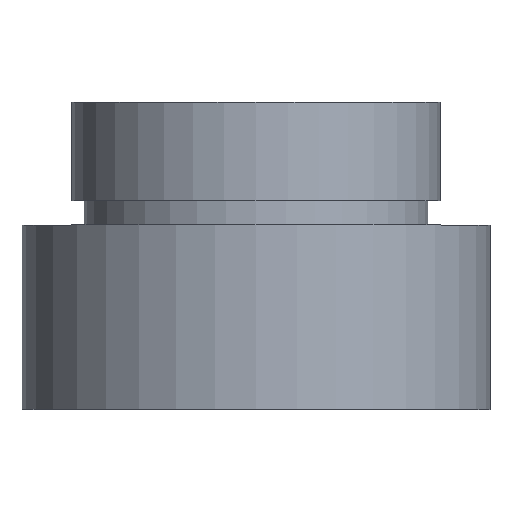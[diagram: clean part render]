
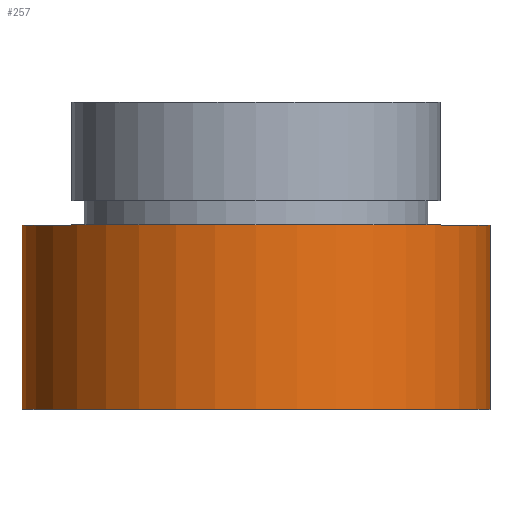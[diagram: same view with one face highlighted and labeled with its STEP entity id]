
A CAD part, top view. The second image highlights one B-rep face of the part: STEP entity #257.
In plain terms, the highlighted cylindrical face has radius 9.525 mm (diameter 19.05 mm), a partial arc.
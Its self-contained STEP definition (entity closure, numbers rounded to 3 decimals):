
#3 = VERTEX_POINT ( 'NONE', #199 ) ;
#15 = EDGE_CURVE ( 'NONE', #527, #353, #376, .T. ) ;
#65 = LINE ( 'NONE', #419, #212 ) ;
#69 = CARTESIAN_POINT ( 'NONE',  ( 0., 4.815, 0. ) ) ;
#93 = ORIENTED_EDGE ( 'NONE', *, *, #557, .T. ) ;
#94 = EDGE_CURVE ( 'NONE', #244, #353, #119, .T. ) ;
#119 = LINE ( 'NONE', #249, #347 ) ;
#121 = AXIS2_PLACEMENT_3D ( 'NONE', #344, #298, #474 ) ;
#161 = CIRCLE ( 'NONE', #287, 9.525 ) ;
#191 = DIRECTION ( 'NONE',  ( 0., -1., 0. ) ) ;
#199 = CARTESIAN_POINT ( 'NONE',  ( 9.525, 4.815, 0. ) ) ;
#200 = DIRECTION ( 'NONE',  ( 1., 0., 0. ) ) ;
#212 = VECTOR ( 'NONE', #506, 1000. ) ;
#220 = ORIENTED_EDGE ( 'NONE', *, *, #537, .F. ) ;
#244 = VERTEX_POINT ( 'NONE', #255 ) ;
#249 = CARTESIAN_POINT ( 'NONE',  ( -9.525, 1.065, 0. ) ) ;
#255 = CARTESIAN_POINT ( 'NONE',  ( -9.525, 4.815, 0. ) ) ;
#257 = ADVANCED_FACE ( 'NONE', ( #518 ), #516, .T. ) ;
#283 = DIRECTION ( 'NONE',  ( 0., -1., 0. ) ) ;
#285 = DIRECTION ( 'NONE',  ( 1., 0., 0. ) ) ;
#287 = AXIS2_PLACEMENT_3D ( 'NONE', #69, #283, #200 ) ;
#293 = CARTESIAN_POINT ( 'NONE',  ( 0., -2.685, 0. ) ) ;
#298 = DIRECTION ( 'NONE',  ( 0., -1., 0. ) ) ;
#344 = CARTESIAN_POINT ( 'NONE',  ( 0., 1.065, 0. ) ) ;
#347 = VECTOR ( 'NONE', #507, 1000. ) ;
#353 = VERTEX_POINT ( 'NONE', #447 ) ;
#376 = CIRCLE ( 'NONE', #479, 9.525 ) ;
#419 = CARTESIAN_POINT ( 'NONE',  ( 9.525, 1.065, 0. ) ) ;
#446 = EDGE_LOOP ( 'NONE', ( #93, #509, #551, #220 ) ) ;
#447 = CARTESIAN_POINT ( 'NONE',  ( -9.525, -2.685, 0. ) ) ;
#474 = DIRECTION ( 'NONE',  ( 1., 0., 0. ) ) ;
#479 = AXIS2_PLACEMENT_3D ( 'NONE', #293, #191, #285 ) ;
#498 = CARTESIAN_POINT ( 'NONE',  ( 9.525, -2.685, 0. ) ) ;
#506 = DIRECTION ( 'NONE',  ( 0., -1., 0. ) ) ;
#507 = DIRECTION ( 'NONE',  ( 0., -1., 0. ) ) ;
#509 = ORIENTED_EDGE ( 'NONE', *, *, #94, .T. ) ;
#516 = CYLINDRICAL_SURFACE ( 'NONE', #121, 9.525 ) ;
#518 = FACE_OUTER_BOUND ( 'NONE', #446, .T. ) ;
#527 = VERTEX_POINT ( 'NONE', #498 ) ;
#537 = EDGE_CURVE ( 'NONE', #3, #527, #65, .T. ) ;
#551 = ORIENTED_EDGE ( 'NONE', *, *, #15, .F. ) ;
#557 = EDGE_CURVE ( 'NONE', #3, #244, #161, .T. ) ;
